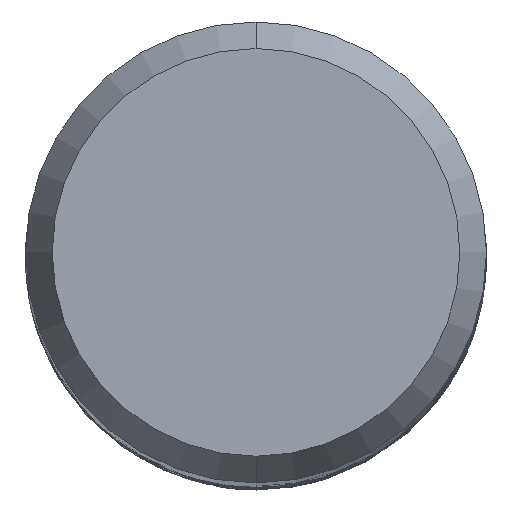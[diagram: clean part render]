
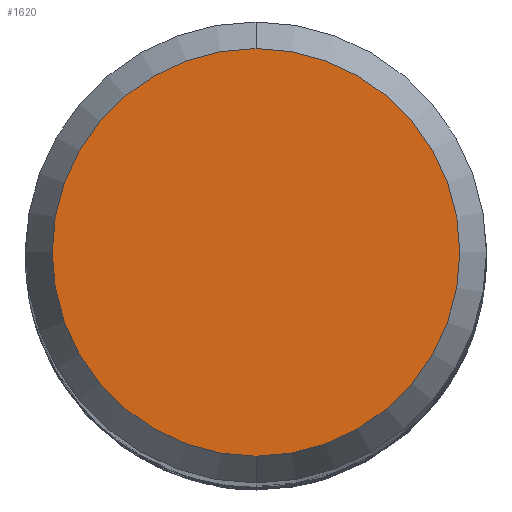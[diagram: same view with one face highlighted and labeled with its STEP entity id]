
A CAD part, top view. The second image highlights one B-rep face of the part: STEP entity #1620.
In plain terms, the highlighted planar face has unit normal (0, 0, 1).
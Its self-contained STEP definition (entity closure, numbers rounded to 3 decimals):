
#996=VERTEX_POINT('',#2166);
#1150=EDGE_CURVE('',#1354,#996,#2332,.T.);
#1354=VERTEX_POINT('',#2559);
#1620=ADVANCED_FACE('',(#2842),#2843,.T.);
#1652=EDGE_CURVE('',#996,#1354,#2881,.T.);
#2166=CARTESIAN_POINT('',(0.0,4.423,0.0));
#2332=CIRCLE('',#10284,4.423);
#2559=CARTESIAN_POINT('',(0.,-4.423,0.0));
#2842=FACE_OUTER_BOUND('',#14944,.T.);
#2843=PLANE('',#14945);
#2881=CIRCLE('',#14998,4.423);
#10284=AXIS2_PLACEMENT_3D('',#17132,#17133,#17134);
#14944=EDGE_LOOP('',(#17631,#17632));
#14945=AXIS2_PLACEMENT_3D('',#17633,#17634,#17635);
#14998=AXIS2_PLACEMENT_3D('',#17704,#17705,#17706);
#17132=CARTESIAN_POINT('',(0.0,0.0,0.0));
#17133=DIRECTION('',(0.0,0.0,-1.0));
#17134=DIRECTION('',(0.0,1.0,0.0));
#17631=ORIENTED_EDGE('',*,*,#1652,.F.);
#17632=ORIENTED_EDGE('',*,*,#1150,.F.);
#17633=CARTESIAN_POINT('',(0.0,2.211,0.0));
#17634=DIRECTION('',(-0.0,0.0,1.0));
#17635=DIRECTION('',(0.0,-1.0,0.0));
#17704=CARTESIAN_POINT('',(0.0,0.0,0.0));
#17705=DIRECTION('',(0.0,0.0,-1.0));
#17706=DIRECTION('',(0.0,1.0,0.0));
